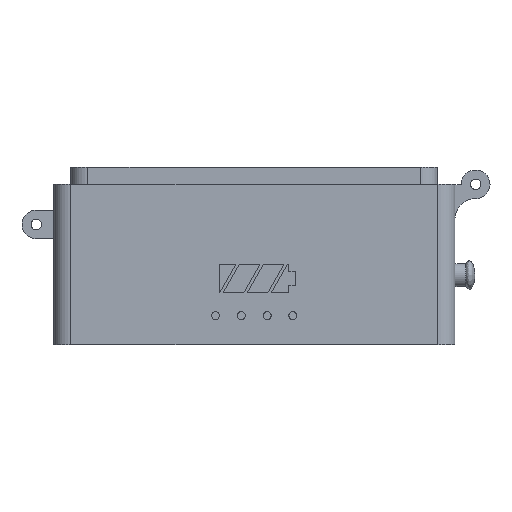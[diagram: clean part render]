
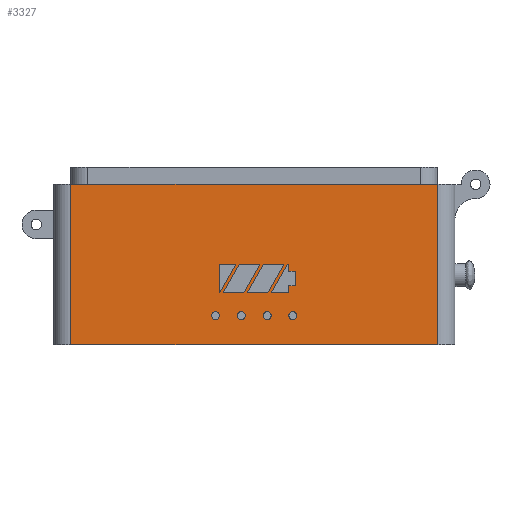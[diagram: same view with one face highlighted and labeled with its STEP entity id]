
A CAD part, front view. The second image highlights one B-rep face of the part: STEP entity #3327.
In plain terms, the highlighted planar face has unit normal (0, -1, 0).
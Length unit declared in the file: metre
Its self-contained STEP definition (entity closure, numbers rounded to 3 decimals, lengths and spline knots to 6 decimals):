
#65=CIRCLE('',#3572,0.0007);
#66=CIRCLE('',#3573,0.0007);
#67=CIRCLE('',#3574,0.0007);
#68=CIRCLE('',#3575,0.0007);
#456=ORIENTED_EDGE('',*,*,#1384,.T.);
#457=ORIENTED_EDGE('',*,*,#1385,.F.);
#458=ORIENTED_EDGE('',*,*,#1386,.F.);
#459=ORIENTED_EDGE('',*,*,#1387,.F.);
#460=ORIENTED_EDGE('',*,*,#1388,.F.);
#461=ORIENTED_EDGE('',*,*,#1389,.F.);
#462=ORIENTED_EDGE('',*,*,#1390,.T.);
#463=ORIENTED_EDGE('',*,*,#1391,.T.);
#464=ORIENTED_EDGE('',*,*,#1392,.T.);
#465=ORIENTED_EDGE('',*,*,#1393,.T.);
#466=ORIENTED_EDGE('',*,*,#1394,.F.);
#467=ORIENTED_EDGE('',*,*,#1395,.T.);
#468=ORIENTED_EDGE('',*,*,#1396,.F.);
#469=ORIENTED_EDGE('',*,*,#1397,.T.);
#470=ORIENTED_EDGE('',*,*,#1398,.T.);
#471=ORIENTED_EDGE('',*,*,#1399,.T.);
#472=ORIENTED_EDGE('',*,*,#1400,.F.);
#473=ORIENTED_EDGE('',*,*,#1401,.F.);
#474=ORIENTED_EDGE('',*,*,#1402,.F.);
#475=ORIENTED_EDGE('',*,*,#1403,.F.);
#476=ORIENTED_EDGE('',*,*,#1404,.T.);
#477=ORIENTED_EDGE('',*,*,#1405,.F.);
#478=ORIENTED_EDGE('',*,*,#1406,.F.);
#479=ORIENTED_EDGE('',*,*,#1407,.F.);
#480=ORIENTED_EDGE('',*,*,#1408,.T.);
#481=ORIENTED_EDGE('',*,*,#1409,.F.);
#482=ORIENTED_EDGE('',*,*,#1410,.F.);
#1384=EDGE_CURVE('',#1828,#1829,#2150,.T.);
#1385=EDGE_CURVE('',#1830,#1829,#2151,.T.);
#1386=EDGE_CURVE('',#1831,#1830,#2152,.T.);
#1387=EDGE_CURVE('',#1828,#1831,#2153,.T.);
#1388=EDGE_CURVE('',#1832,#1833,#2154,.T.);
#1389=EDGE_CURVE('',#1834,#1832,#2155,.T.);
#1390=EDGE_CURVE('',#1834,#1835,#2156,.T.);
#1391=EDGE_CURVE('',#1835,#1836,#2157,.T.);
#1392=EDGE_CURVE('',#1836,#1837,#2158,.T.);
#1393=EDGE_CURVE('',#1837,#1838,#2159,.T.);
#1394=EDGE_CURVE('',#1839,#1838,#2160,.T.);
#1395=EDGE_CURVE('',#1839,#1833,#2161,.T.);
#1396=EDGE_CURVE('',#1840,#1841,#2162,.T.);
#1397=EDGE_CURVE('',#1840,#1842,#2163,.T.);
#1398=EDGE_CURVE('',#1842,#1843,#2164,.T.);
#1399=EDGE_CURVE('',#1843,#1841,#2165,.F.);
#1400=EDGE_CURVE('',#1844,#1844,#65,.T.);
#1401=EDGE_CURVE('',#1845,#1845,#66,.T.);
#1402=EDGE_CURVE('',#1846,#1846,#67,.T.);
#1403=EDGE_CURVE('',#1847,#1847,#68,.T.);
#1404=EDGE_CURVE('',#1848,#1849,#2166,.T.);
#1405=EDGE_CURVE('',#1850,#1849,#2167,.T.);
#1406=EDGE_CURVE('',#1851,#1850,#2168,.T.);
#1407=EDGE_CURVE('',#1848,#1851,#2169,.T.);
#1408=EDGE_CURVE('',#1852,#1853,#2170,.T.);
#1409=EDGE_CURVE('',#1854,#1853,#2171,.T.);
#1410=EDGE_CURVE('',#1852,#1854,#2172,.T.);
#1828=VERTEX_POINT('',#5167);
#1829=VERTEX_POINT('',#5168);
#1830=VERTEX_POINT('',#5170);
#1831=VERTEX_POINT('',#5172);
#1832=VERTEX_POINT('',#5175);
#1833=VERTEX_POINT('',#5176);
#1834=VERTEX_POINT('',#5178);
#1835=VERTEX_POINT('',#5180);
#1836=VERTEX_POINT('',#5182);
#1837=VERTEX_POINT('',#5184);
#1838=VERTEX_POINT('',#5186);
#1839=VERTEX_POINT('',#5188);
#1840=VERTEX_POINT('',#5191);
#1841=VERTEX_POINT('',#5192);
#1842=VERTEX_POINT('',#5194);
#1843=VERTEX_POINT('',#5196);
#1844=VERTEX_POINT('',#5199);
#1845=VERTEX_POINT('',#5201);
#1846=VERTEX_POINT('',#5203);
#1847=VERTEX_POINT('',#5205);
#1848=VERTEX_POINT('',#5207);
#1849=VERTEX_POINT('',#5208);
#1850=VERTEX_POINT('',#5210);
#1851=VERTEX_POINT('',#5212);
#1852=VERTEX_POINT('',#5215);
#1853=VERTEX_POINT('',#5216);
#1854=VERTEX_POINT('',#5218);
#2150=LINE('',#5166,#2478);
#2151=LINE('',#5169,#2479);
#2152=LINE('',#5171,#2480);
#2153=LINE('',#5173,#2481);
#2154=LINE('',#5174,#2482);
#2155=LINE('',#5177,#2483);
#2156=LINE('',#5179,#2484);
#2157=LINE('',#5181,#2485);
#2158=LINE('',#5183,#2486);
#2159=LINE('',#5185,#2487);
#2160=LINE('',#5187,#2488);
#2161=LINE('',#5189,#2489);
#2162=LINE('',#5190,#2490);
#2163=LINE('',#5193,#2491);
#2164=LINE('',#5195,#2492);
#2165=LINE('',#5197,#2493);
#2166=LINE('',#5206,#2494);
#2167=LINE('',#5209,#2495);
#2168=LINE('',#5211,#2496);
#2169=LINE('',#5213,#2497);
#2170=LINE('',#5214,#2498);
#2171=LINE('',#5217,#2499);
#2172=LINE('',#5219,#2500);
#2478=VECTOR('',#4119,1.);
#2479=VECTOR('',#4120,1.);
#2480=VECTOR('',#4121,1.);
#2481=VECTOR('',#4122,1.);
#2482=VECTOR('',#4123,1.);
#2483=VECTOR('',#4124,1.);
#2484=VECTOR('',#4125,1.);
#2485=VECTOR('',#4126,1.);
#2486=VECTOR('',#4127,1.);
#2487=VECTOR('',#4128,1.);
#2488=VECTOR('',#4129,1.);
#2489=VECTOR('',#4130,1.);
#2490=VECTOR('',#4131,1.);
#2491=VECTOR('',#4132,1.);
#2492=VECTOR('',#4133,1.);
#2493=VECTOR('',#4134,1.);
#2494=VECTOR('',#4143,1.);
#2495=VECTOR('',#4144,1.);
#2496=VECTOR('',#4145,1.);
#2497=VECTOR('',#4146,1.);
#2498=VECTOR('',#4147,1.);
#2499=VECTOR('',#4148,1.);
#2500=VECTOR('',#4149,1.);
#2737=EDGE_LOOP('',(#456,#457,#458,#459));
#2738=EDGE_LOOP('',(#460,#461,#462,#463,#464,#465,#466,#467));
#2739=EDGE_LOOP('',(#468,#469,#470,#471));
#2740=EDGE_LOOP('',(#472));
#2741=EDGE_LOOP('',(#473));
#2742=EDGE_LOOP('',(#474));
#2743=EDGE_LOOP('',(#475));
#2744=EDGE_LOOP('',(#476,#477,#478,#479));
#2745=EDGE_LOOP('',(#480,#481,#482));
#2983=FACE_BOUND('',#2737,.T.);
#2984=FACE_BOUND('',#2738,.T.);
#2985=FACE_BOUND('',#2739,.T.);
#2986=FACE_BOUND('',#2740,.T.);
#2987=FACE_BOUND('',#2741,.T.);
#2988=FACE_BOUND('',#2742,.T.);
#2989=FACE_BOUND('',#2743,.T.);
#2990=FACE_BOUND('',#2744,.T.);
#2991=FACE_BOUND('',#2745,.T.);
#3203=PLANE('',#3571);
#3327=ADVANCED_FACE('',(#2983,#2984,#2985,#2986,#2987,#2988,#2989,#2990,
#2991),#3203,.F.);
#3571=AXIS2_PLACEMENT_3D('',#5165,#4117,#4118);
#3572=AXIS2_PLACEMENT_3D('',#5198,#4135,#4136);
#3573=AXIS2_PLACEMENT_3D('',#5200,#4137,#4138);
#3574=AXIS2_PLACEMENT_3D('',#5202,#4139,#4140);
#3575=AXIS2_PLACEMENT_3D('',#5204,#4141,#4142);
#4117=DIRECTION('',(0.,1.,0.));
#4118=DIRECTION('',(0.,0.,1.));
#4119=DIRECTION('',(1.,0.,0.));
#4120=DIRECTION('',(0.488,0.,0.873));
#4121=DIRECTION('',(1.,0.,0.));
#4122=DIRECTION('',(-0.488,0.,-0.873));
#4123=DIRECTION('',(1.,0.,0.));
#4124=DIRECTION('',(-0.488,0.,-0.873));
#4125=DIRECTION('',(1.,0.,0.));
#4126=DIRECTION('',(0.,0.,-1.));
#4127=DIRECTION('',(1.,0.,0.));
#4128=DIRECTION('',(0.,0.,-1.));
#4129=DIRECTION('',(1.,0.,0.));
#4130=DIRECTION('',(0.,0.,-1.));
#4131=DIRECTION('',(1.,0.,0.));
#4132=DIRECTION('',(0.,0.,-1.));
#4133=DIRECTION('',(1.,0.,0.));
#4134=DIRECTION('',(0.,0.,-1.));
#4135=DIRECTION('',(0.,-1.,0.));
#4136=DIRECTION('',(0.,0.,-1.));
#4137=DIRECTION('',(0.,-1.,0.));
#4138=DIRECTION('',(0.,0.,-1.));
#4139=DIRECTION('',(0.,-1.,0.));
#4140=DIRECTION('',(0.,0.,-1.));
#4141=DIRECTION('',(0.,-1.,0.));
#4142=DIRECTION('',(0.,0.,-1.));
#4143=DIRECTION('',(1.,0.,0.));
#4144=DIRECTION('',(0.488,0.,0.873));
#4145=DIRECTION('',(1.,0.,0.));
#4146=DIRECTION('',(-0.488,0.,-0.873));
#4147=DIRECTION('',(1.,0.,0.));
#4148=DIRECTION('',(0.488,0.,0.873));
#4149=DIRECTION('',(0.,0.,-1.));
#5165=CARTESIAN_POINT('',(0.,-0.053,0.033));
#5166=CARTESIAN_POINT('',(0.003396,-0.053,0.0191));
#5167=CARTESIAN_POINT('',(0.001596,-0.053,0.0191));
#5168=CARTESIAN_POINT('',(0.005196,-0.053,0.0191));
#5169=CARTESIAN_POINT('',(0.003798,-0.053,0.0166));
#5170=CARTESIAN_POINT('',(0.0024,-0.053,0.0141));
#5171=CARTESIAN_POINT('',(0.0006,-0.053,0.0141));
#5172=CARTESIAN_POINT('',(-0.0012,-0.053,0.0141));
#5173=CARTESIAN_POINT('',(0.000198,-0.053,0.0166));
#5174=CARTESIAN_POINT('',(0.0045,-0.053,0.0141));
#5175=CARTESIAN_POINT('',(0.003,-0.053,0.0141));
#5176=CARTESIAN_POINT('',(0.006,-0.053,0.0141));
#5177=CARTESIAN_POINT('',(0.004398,-0.053,0.0166));
#5178=CARTESIAN_POINT('',(0.005796,-0.053,0.0191));
#5179=CARTESIAN_POINT('',(0.005898,-0.053,0.0191));
#5180=CARTESIAN_POINT('',(0.006,-0.053,0.0191));
#5181=CARTESIAN_POINT('',(0.006,-0.053,0.018475));
#5182=CARTESIAN_POINT('',(0.006,-0.053,0.01785));
#5183=CARTESIAN_POINT('',(0.0066,-0.053,0.01785));
#5184=CARTESIAN_POINT('',(0.0072,-0.053,0.01785));
#5185=CARTESIAN_POINT('',(0.0072,-0.053,0.0166));
#5186=CARTESIAN_POINT('',(0.0072,-0.053,0.01535));
#5187=CARTESIAN_POINT('',(0.0066,-0.053,0.01535));
#5188=CARTESIAN_POINT('',(0.006,-0.053,0.01535));
#5189=CARTESIAN_POINT('',(0.006,-0.053,0.014725));
#5190=CARTESIAN_POINT('',(0.,-0.053,0.033));
#5191=CARTESIAN_POINT('',(-0.032,-0.053,0.033));
#5192=CARTESIAN_POINT('',(0.032,-0.053,0.033));
#5193=CARTESIAN_POINT('',(-0.032,-0.053,0.033));
#5194=CARTESIAN_POINT('',(-0.032,-0.053,0.005));
#5195=CARTESIAN_POINT('',(0.,-0.053,0.005));
#5196=CARTESIAN_POINT('',(0.032,-0.053,0.005));
#5197=CARTESIAN_POINT('',(0.032,-0.053,0.033));
#5198=CARTESIAN_POINT('',(0.00675,-0.053,0.0101));
#5199=CARTESIAN_POINT('',(0.00675,-0.053,0.0094));
#5200=CARTESIAN_POINT('',(0.00225,-0.053,0.0101));
#5201=CARTESIAN_POINT('',(0.00225,-0.053,0.0094));
#5202=CARTESIAN_POINT('',(-0.00225,-0.053,0.0101));
#5203=CARTESIAN_POINT('',(-0.00225,-0.053,0.0094));
#5204=CARTESIAN_POINT('',(-0.00675,-0.053,0.0101));
#5205=CARTESIAN_POINT('',(-0.00675,-0.053,0.0094));
#5206=CARTESIAN_POINT('',(-0.000804,-0.053,0.0191));
#5207=CARTESIAN_POINT('',(-0.002604,-0.053,0.0191));
#5208=CARTESIAN_POINT('',(0.000996,-0.053,0.0191));
#5209=CARTESIAN_POINT('',(-0.000402,-0.053,0.0166));
#5210=CARTESIAN_POINT('',(-0.0018,-0.053,0.0141));
#5211=CARTESIAN_POINT('',(-0.0036,-0.053,0.0141));
#5212=CARTESIAN_POINT('',(-0.0054,-0.053,0.0141));
#5213=CARTESIAN_POINT('',(-0.004002,-0.053,0.0166));
#5214=CARTESIAN_POINT('',(-0.004602,-0.053,0.0191));
#5215=CARTESIAN_POINT('',(-0.006,-0.053,0.0191));
#5216=CARTESIAN_POINT('',(-0.003204,-0.053,0.0191));
#5217=CARTESIAN_POINT('',(-0.004602,-0.053,0.0166));
#5218=CARTESIAN_POINT('',(-0.006,-0.053,0.0141));
#5219=CARTESIAN_POINT('',(-0.006,-0.053,0.0166));
